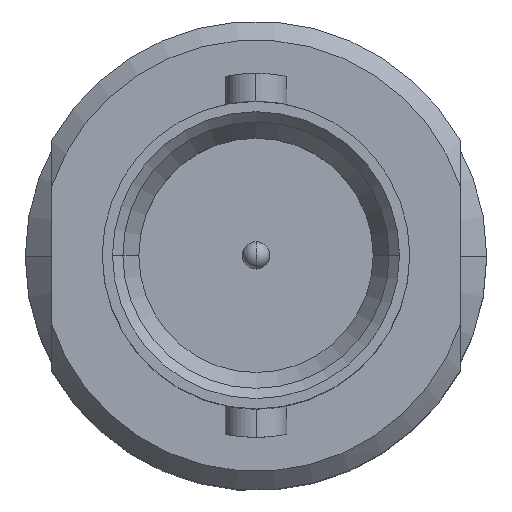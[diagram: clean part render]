
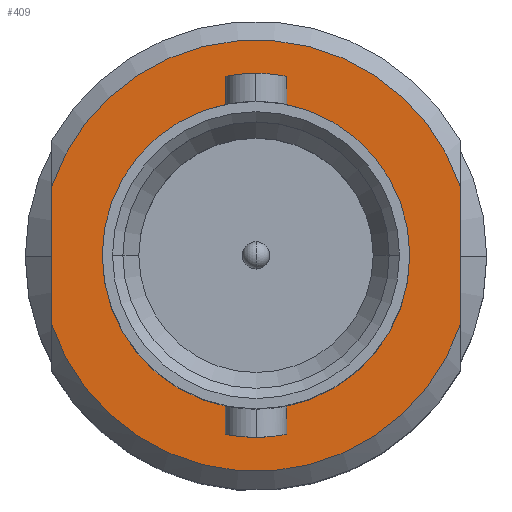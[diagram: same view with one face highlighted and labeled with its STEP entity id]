
A CAD part, top view. The second image highlights one B-rep face of the part: STEP entity #409.
In plain terms, the highlighted planar face has unit normal (0, 0, 1).
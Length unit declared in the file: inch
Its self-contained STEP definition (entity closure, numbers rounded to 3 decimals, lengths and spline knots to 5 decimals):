
#7 = DIRECTION ( 'NONE',  ( 1., 0., 0. ) ) ;
#23 = ORIENTED_EDGE ( 'NONE', *, *, #1185, .F. ) ;
#41 = EDGE_CURVE ( 'NONE', #1008, #1992, #1685, .T. ) ;
#74 = VERTEX_POINT ( 'NONE', #1937 ) ;
#127 = CARTESIAN_POINT ( 'NONE',  ( 0.082, 0., -0.15 ) ) ;
#154 = CIRCLE ( 'NONE', #2391, 0.115 ) ;
#180 = DIRECTION ( 'NONE',  ( 0., 0., 1. ) ) ;
#213 = DIRECTION ( 'NONE',  ( 0., 0., -1. ) ) ;
#315 = CARTESIAN_POINT ( 'NONE',  ( 0., 0., -0.15 ) ) ;
#352 = CARTESIAN_POINT ( 'NONE',  ( 0.109, -0.03666, -0.15 ) ) ;
#381 = CARTESIAN_POINT ( 'NONE',  ( -0.109, 0.06119, -0.15 ) ) ;
#409 = ADVANCED_FACE ( 'NONE', ( #1551, #521 ), #1168, .F. ) ;
#483 = CARTESIAN_POINT ( 'NONE',  ( -0.109, -0.03666, -0.15 ) ) ;
#493 = EDGE_LOOP ( 'NONE', ( #23, #1469 ) ) ;
#521 = FACE_OUTER_BOUND ( 'NONE', #2453, .T. ) ;
#529 = ORIENTED_EDGE ( 'NONE', *, *, #2173, .F. ) ;
#545 = VERTEX_POINT ( 'NONE', #127 ) ;
#707 = VERTEX_POINT ( 'NONE', #352 ) ;
#709 = EDGE_CURVE ( 'NONE', #74, #1992, #154, .T. ) ;
#755 = CARTESIAN_POINT ( 'NONE',  ( 0., 0., -0.15 ) ) ;
#782 = CIRCLE ( 'NONE', #1158, 0.082 ) ;
#824 = DIRECTION ( 'NONE',  ( 0., 0., 1. ) ) ;
#949 = DIRECTION ( 'NONE',  ( -1., 0., 0. ) ) ;
#1008 = VERTEX_POINT ( 'NONE', #483 ) ;
#1013 = VERTEX_POINT ( 'NONE', #1644 ) ;
#1158 = AXIS2_PLACEMENT_3D ( 'NONE', #315, #1171, #7 ) ;
#1168 = PLANE ( 'NONE',  #2015 ) ;
#1171 = DIRECTION ( 'NONE',  ( 0., 0., 1. ) ) ;
#1182 = DIRECTION ( 'NONE',  ( 0., 1., 0. ) ) ;
#1185 = EDGE_CURVE ( 'NONE', #545, #1013, #1380, .T. ) ;
#1343 = CARTESIAN_POINT ( 'NONE',  ( 0., 0., -0.15 ) ) ;
#1380 = CIRCLE ( 'NONE', #2362, 0.082 ) ;
#1383 = CARTESIAN_POINT ( 'NONE',  ( 0., 0.082, -0.15 ) ) ;
#1413 = AXIS2_PLACEMENT_3D ( 'NONE', #1343, #180, #1529 ) ;
#1469 = ORIENTED_EDGE ( 'NONE', *, *, #1642, .F. ) ;
#1529 = DIRECTION ( 'NONE',  ( -1., 0., 0. ) ) ;
#1551 = FACE_BOUND ( 'NONE', #493, .T. ) ;
#1567 = DIRECTION ( 'NONE',  ( -1., 0., 0. ) ) ;
#1642 = EDGE_CURVE ( 'NONE', #1013, #545, #782, .T. ) ;
#1644 = CARTESIAN_POINT ( 'NONE',  ( -0.082, 0., -0.15 ) ) ;
#1653 = VECTOR ( 'NONE', #2008, 39.37008 ) ;
#1685 = LINE ( 'NONE', #381, #2139 ) ;
#1836 = EDGE_CURVE ( 'NONE', #1008, #707, #2358, .T. ) ;
#1937 = CARTESIAN_POINT ( 'NONE',  ( 0.109, 0.03666, -0.15 ) ) ;
#1973 = CARTESIAN_POINT ( 'NONE',  ( 0., 0., -0.15 ) ) ;
#1992 = VERTEX_POINT ( 'NONE', #2042 ) ;
#2001 = CARTESIAN_POINT ( 'NONE',  ( 0.109, 0.06119, -0.15 ) ) ;
#2008 = DIRECTION ( 'NONE',  ( 0., -1., 0. ) ) ;
#2015 = AXIS2_PLACEMENT_3D ( 'NONE', #1383, #213, #1567 ) ;
#2042 = CARTESIAN_POINT ( 'NONE',  ( -0.109, 0.03666, -0.15 ) ) ;
#2096 = DIRECTION ( 'NONE',  ( 0., 0., 1. ) ) ;
#2139 = VECTOR ( 'NONE', #1182, 39.37008 ) ;
#2165 = DIRECTION ( 'NONE',  ( 1., 0., 0. ) ) ;
#2167 = LINE ( 'NONE', #2001, #1653 ) ;
#2173 = EDGE_CURVE ( 'NONE', #74, #707, #2167, .T. ) ;
#2200 = ORIENTED_EDGE ( 'NONE', *, *, #41, .F. ) ;
#2288 = ORIENTED_EDGE ( 'NONE', *, *, #709, .T. ) ;
#2358 = CIRCLE ( 'NONE', #1413, 0.115 ) ;
#2362 = AXIS2_PLACEMENT_3D ( 'NONE', #1973, #824, #2165 ) ;
#2391 = AXIS2_PLACEMENT_3D ( 'NONE', #755, #2096, #949 ) ;
#2440 = ORIENTED_EDGE ( 'NONE', *, *, #1836, .T. ) ;
#2453 = EDGE_LOOP ( 'NONE', ( #2200, #2440, #529, #2288 ) ) ;
